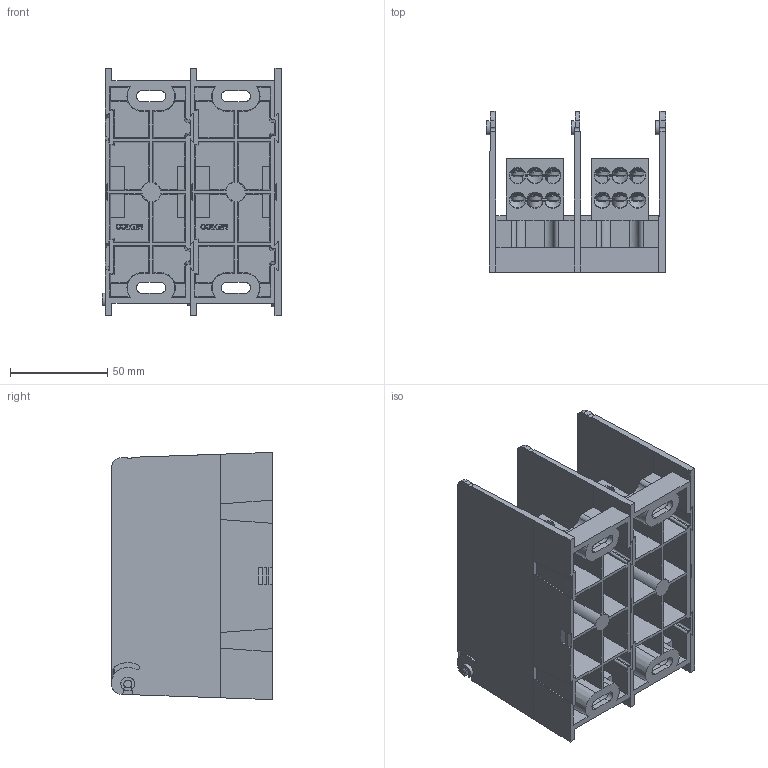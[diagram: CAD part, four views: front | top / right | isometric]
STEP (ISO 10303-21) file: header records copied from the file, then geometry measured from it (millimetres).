
FILE_DESCRIPTION (( 'STEP AP214' ), '1' );
FILE_NAME ('702021rev-2P.STEP', '2018-08-13T13:22:46', ( '' ), ( '' ), 'SwSTEP 2.0', 'SolidWorks 2017', '' );
FILE_SCHEMA (( 'AUTOMOTIVE_DESIGN' ));
Length unit declared in the file: inch
Products named in the file (2): 702021rev-2P
Bounding box: 92.16 x 82.55 x 127.01 mm (x, y, z)
Surface area: 169026.2 mm2 (no closed solid volume)
Topology: 0 solids, 23 shells, 1525 faces, 4397 edges, 2923 vertices
Faces by surface type: plane 583, cone 460, cylinder 414, bspline 68
Full cylindrical faces by diameter (mm): 4.064 x1, 4.928 x2, 6.909 x14, 7.009 x48, 7.112 x1, 7.925 x36, 7.937 x12, 8.611 x4, 9.525 x44, 10.795 x2, 11.112 x4, 12.7 x2
Entity records: 77395 total; most frequent: CARTESIAN_POINT 43529, ORIENTED_EDGE 6926, DIRECTION 6180, EDGE_CURVE 3494, VERTEX_POINT 2490, AXIS2_PLACEMENT_3D 2227, EDGE_LOOP 2068, LINE 1726
